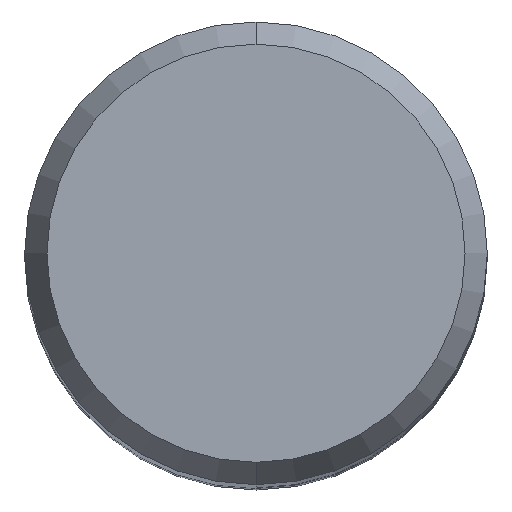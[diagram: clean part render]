
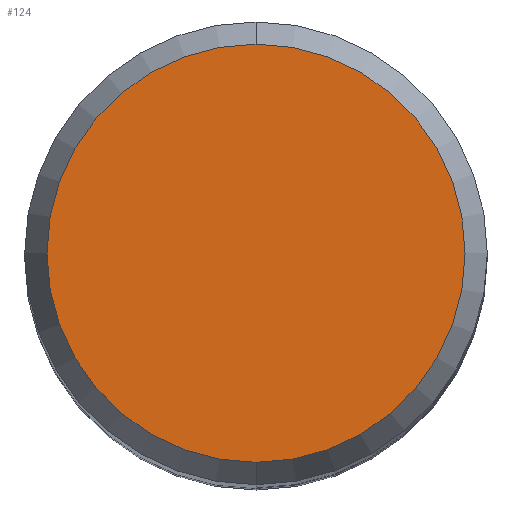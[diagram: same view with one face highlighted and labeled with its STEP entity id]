
A CAD part, top view. The second image highlights one B-rep face of the part: STEP entity #124.
In plain terms, the highlighted planar face has unit normal (0, 0, 1).
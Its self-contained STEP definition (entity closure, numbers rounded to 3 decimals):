
#90=VERTEX_POINT('',#211);
#124=ADVANCED_FACE('',(#247),#248,.T.);
#146=VERTEX_POINT('',#275);
#176=EDGE_CURVE('',#90,#146,#311,.T.);
#180=EDGE_CURVE('',#146,#90,#315,.T.);
#211=CARTESIAN_POINT('',(0.0,4.304,0.01));
#247=FACE_OUTER_BOUND('',#390,.T.);
#248=PLANE('',#391);
#275=CARTESIAN_POINT('',(0.,-4.304,0.01));
#311=CIRCLE('',#464,4.304);
#315=CIRCLE('',#470,4.304);
#390=EDGE_LOOP('',(#515,#516));
#391=AXIS2_PLACEMENT_3D('',#517,#518,#519);
#464=AXIS2_PLACEMENT_3D('',#611,#612,#613);
#470=AXIS2_PLACEMENT_3D('',#617,#618,#619);
#515=ORIENTED_EDGE('',*,*,#176,.F.);
#516=ORIENTED_EDGE('',*,*,#180,.F.);
#517=CARTESIAN_POINT('',(0.0,2.152,0.01));
#518=DIRECTION('',(-0.0,0.0,1.0));
#519=DIRECTION('',(0.0,-1.0,0.0));
#611=CARTESIAN_POINT('',(0.0,0.0,0.01));
#612=DIRECTION('',(0.0,0.0,-1.0));
#613=DIRECTION('',(0.0,1.0,0.0));
#617=CARTESIAN_POINT('',(0.0,0.0,0.01));
#618=DIRECTION('',(0.0,0.0,-1.0));
#619=DIRECTION('',(0.0,1.0,0.0));
